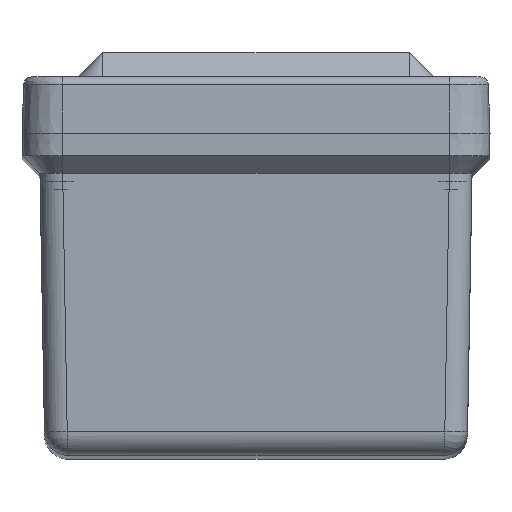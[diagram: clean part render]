
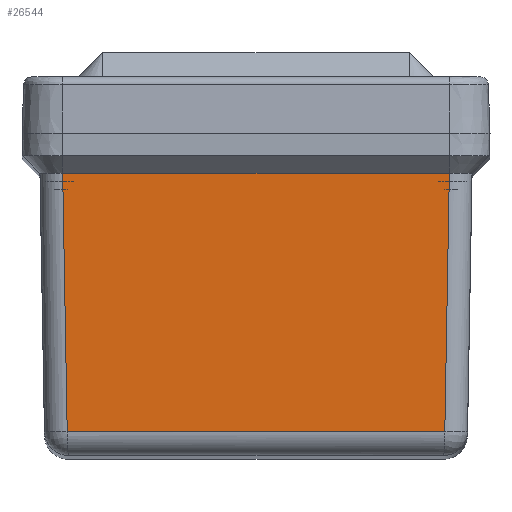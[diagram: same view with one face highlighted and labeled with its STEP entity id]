
A CAD part, top view. The second image highlights one B-rep face of the part: STEP entity #26544.
In plain terms, the highlighted planar face has unit normal (0, -0.018, 1).
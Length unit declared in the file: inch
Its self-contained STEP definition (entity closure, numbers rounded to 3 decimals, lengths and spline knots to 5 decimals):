
#965 = VECTOR ( 'NONE', #7666, 39.37008 ) ;
#984 = CARTESIAN_POINT ( 'NONE',  ( -1.46247, 0.18423, 8.49899 ) ) ;
#1062 = EDGE_LOOP ( 'NONE', ( #2236, #20666, #12015, #8568 ) ) ;
#1808 = DIRECTION ( 'NONE',  ( 0., -0.017, 1. ) ) ;
#1949 = VERTEX_POINT ( 'NONE', #25152 ) ;
#2236 = ORIENTED_EDGE ( 'NONE', *, *, #19418, .T. ) ;
#4327 = CARTESIAN_POINT ( 'NONE',  ( 1.46247, 0.18423, 8.49899 ) ) ;
#4722 = LINE ( 'NONE', #7164, #965 ) ;
#6332 = LINE ( 'NONE', #19697, #9114 ) ;
#6548 = DIRECTION ( 'NONE',  ( 0.017, -1., -0.017 ) ) ;
#7164 = CARTESIAN_POINT ( 'NONE',  ( 0.75, 0.18423, 8.49899 ) ) ;
#7666 = DIRECTION ( 'NONE',  ( -1., 0., 0. ) ) ;
#8430 = FACE_OUTER_BOUND ( 'NONE', #1062, .T. ) ;
#8568 = ORIENTED_EDGE ( 'NONE', *, *, #9696, .T. ) ;
#9114 = VECTOR ( 'NONE', #6548, 39.37008 ) ;
#9538 = LINE ( 'NONE', #13891, #15367 ) ;
#9696 = EDGE_CURVE ( 'NONE', #16302, #11263, #11403, .T. ) ;
#11263 = VERTEX_POINT ( 'NONE', #22208 ) ;
#11403 = LINE ( 'NONE', #4327, #13479 ) ;
#12015 = ORIENTED_EDGE ( 'NONE', *, *, #28448, .F. ) ;
#12901 = DIRECTION ( 'NONE',  ( 0.017, 1., 0.017 ) ) ;
#13479 = VECTOR ( 'NONE', #12901, 39.37008 ) ;
#13891 = CARTESIAN_POINT ( 'NONE',  ( 1.5, 2.1863, 8.53394 ) ) ;
#14365 = CARTESIAN_POINT ( 'NONE',  ( 1.5, 2.1863, 8.53394 ) ) ;
#15367 = VECTOR ( 'NONE', #24753, 39.37008 ) ;
#16302 = VERTEX_POINT ( 'NONE', #18437 ) ;
#18437 = CARTESIAN_POINT ( 'NONE',  ( 1.46247, 0.18423, 8.49899 ) ) ;
#19418 = EDGE_CURVE ( 'NONE', #11263, #1949, #9538, .T. ) ;
#19697 = CARTESIAN_POINT ( 'NONE',  ( -1.49742, 2.1863, 8.53394 ) ) ;
#20333 = DIRECTION ( 'NONE',  ( 0., -1., -0.017 ) ) ;
#20666 = ORIENTED_EDGE ( 'NONE', *, *, #26400, .T. ) ;
#22208 = CARTESIAN_POINT ( 'NONE',  ( 1.49742, 2.1863, 8.53394 ) ) ;
#22570 = VERTEX_POINT ( 'NONE', #984 ) ;
#23561 = AXIS2_PLACEMENT_3D ( 'NONE', #14365, #1808, #20333 ) ;
#24753 = DIRECTION ( 'NONE',  ( -1., 0., 0. ) ) ;
#25152 = CARTESIAN_POINT ( 'NONE',  ( -1.49742, 2.1863, 8.53394 ) ) ;
#26400 = EDGE_CURVE ( 'NONE', #1949, #22570, #6332, .T. ) ;
#26544 = ADVANCED_FACE ( 'NONE', ( #8430 ), #27129, .T. ) ;
#27129 = PLANE ( 'NONE',  #23561 ) ;
#28448 = EDGE_CURVE ( 'NONE', #16302, #22570, #4722, .T. ) ;
